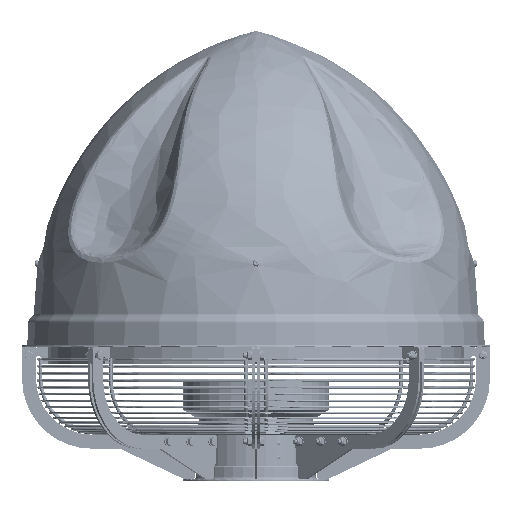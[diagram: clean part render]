
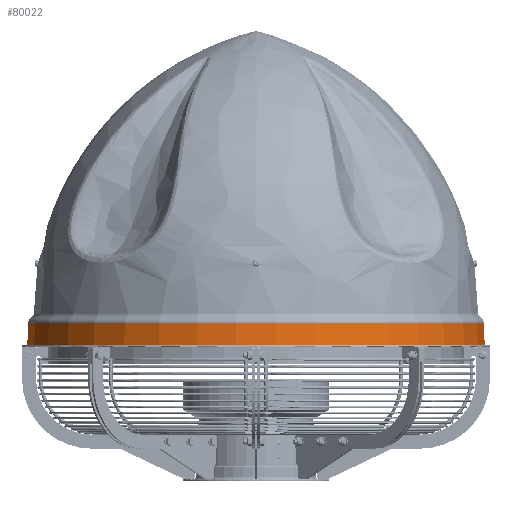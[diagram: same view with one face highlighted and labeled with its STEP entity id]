
A CAD part, front view. The second image highlights one B-rep face of the part: STEP entity #80022.
In plain terms, the highlighted conical face has half-angle 2 degrees and reference radius 391.675 mm.
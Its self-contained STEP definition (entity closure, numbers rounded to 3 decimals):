
#1905=CONICAL_SURFACE('',#85514,391.674,0.035);
#5942=LINE('',#142456,#11692);
#11692=VECTOR('',#96475,391.674);
#20310=FACE_OUTER_BOUND('',#25080,.T.);
#25080=EDGE_LOOP('',(#57924,#57925,#57926,#57927,#57928));
#29837=CIRCLE('',#85508,391.088);
#29838=CIRCLE('',#85509,391.088);
#29842=CIRCLE('',#85515,392.399);
#34396=VERTEX_POINT('',#142442);
#34397=VERTEX_POINT('',#142444);
#34400=VERTEX_POINT('',#142455);
#43065=EDGE_CURVE('',#34396,#34397,#29837,.T.);
#43066=EDGE_CURVE('',#34397,#34396,#29838,.T.);
#43071=EDGE_CURVE('',#34397,#34400,#5942,.T.);
#43072=EDGE_CURVE('',#34400,#34400,#29842,.T.);
#57924=ORIENTED_EDGE('',*,*,#43065,.F.);
#57925=ORIENTED_EDGE('',*,*,#43066,.F.);
#57926=ORIENTED_EDGE('',*,*,#43071,.T.);
#57927=ORIENTED_EDGE('',*,*,#43072,.F.);
#57928=ORIENTED_EDGE('',*,*,#43071,.F.);
#80022=ADVANCED_FACE('',(#20310),#1905,.T.);
#85508=AXIS2_PLACEMENT_3D('',#142445,#96460,#96461);
#85509=AXIS2_PLACEMENT_3D('',#142446,#96462,#96463);
#85514=AXIS2_PLACEMENT_3D('',#142454,#96473,#96474);
#85515=AXIS2_PLACEMENT_3D('',#142457,#96476,#96477);
#96460=DIRECTION('center_axis',(0.,0.,
1.));
#96461=DIRECTION('ref_axis',(-0.707,0.707,0.));
#96462=DIRECTION('center_axis',(0.,0.,
1.));
#96463=DIRECTION('ref_axis',(-0.707,0.707,0.));
#96473=DIRECTION('center_axis',(0.,0.,
-1.));
#96474=DIRECTION('ref_axis',(0.707,-0.707,0.));
#96475=DIRECTION('',(-0.025,0.025,-0.999));
#96476=DIRECTION('center_axis',(0.,0.,
-1.));
#96477=DIRECTION('ref_axis',(0.707,-0.707,0.));
#142442=CARTESIAN_POINT('',(-276.541,-276.541,269.788));
#142444=CARTESIAN_POINT('',(-276.541,276.541,269.788));
#142445=CARTESIAN_POINT('Origin',(0.,0.,
269.788));
#142446=CARTESIAN_POINT('Origin',(0.,0.,
269.788));
#142454=CARTESIAN_POINT('Origin',(0.,0.,
252.987));
#142455=CARTESIAN_POINT('',(-277.468,277.468,232.25));
#142456=CARTESIAN_POINT('',(-276.956,276.956,252.987));
#142457=CARTESIAN_POINT('Origin',(0.,0.,
232.25));
